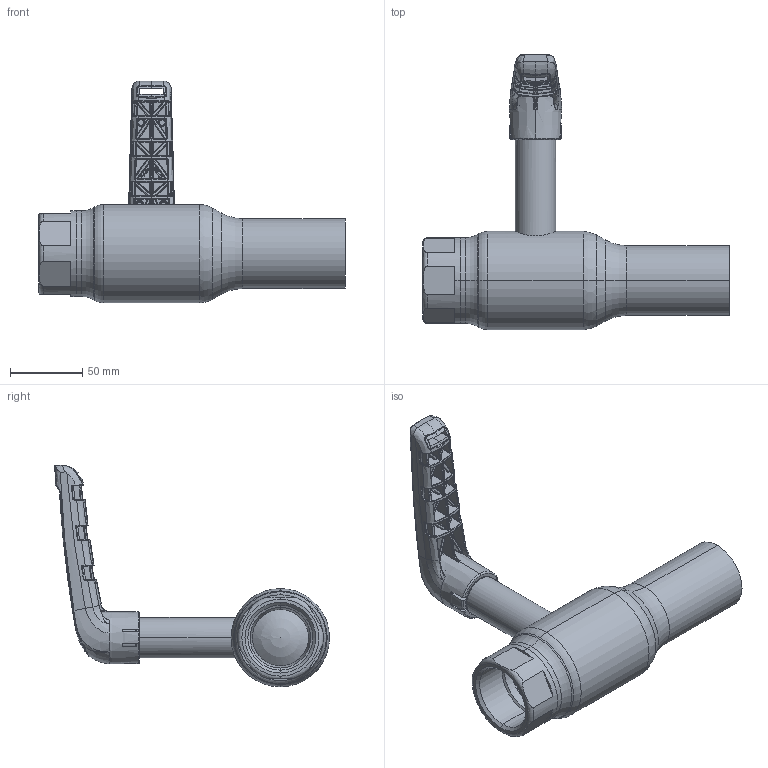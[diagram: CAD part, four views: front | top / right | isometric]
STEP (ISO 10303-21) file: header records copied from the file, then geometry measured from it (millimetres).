
FILE_DESCRIPTION (( 'STEP AP214' ), '1' );
FILE_NAME ('1040003601-2101.STEP', '2019-10-31T08:32:44', ( '' ), ( '' ), 'SwSTEP 2.0', 'SolidWorks 2017', '' );
FILE_SCHEMA (( 'AUTOMOTIVE_DESIGN' ));
Length unit declared in the file: millimetre
Products named in the file (20): 9040013601_005 Endfinishing; 9040090000_Uden snap; 9040520001; 9050180001; 9040000101_Inserted; 1040003601_001 Finished; 9050191001; 9050170000; 9040003609_006 Finished; 9040520000_9040520000-Red; 1040003601-2101; 9040410000; 9040020000-1; 92A5066_98A1002; 9040140000; 9040500001_9040500001-Black; 9040130000_20) Pipe assembly; 9050050001_Uden snap; 9040000107_Closed; 1040003601-2_001 Finished
Assembly tree (22 placements, depth 6):
  1040003601-2101
    1040003601-2_001 Finished
      1040003601_001 Finished
        9040003609_006 Finished
          9040013601_005 Endfinishing
          9040000107_Closed
            9040090000_Uden snap
            9050170000
            9050191001
            9050180001  x2
            92A5066_98A1002  x2
            9050050001_Uden snap
          9040020000-1
          9040000101_Inserted  x2
            9040130000_20) Pipe assembly
            9040140000
        9040410000
    9040500001_9040500001-Black
    9040520001
      9040520000_9040520000-Red
Bounding box: 212 x 190.31 x 153.35 mm (x, y, z)
Volume: 296612.8 mm3; surface area: 192555.5 mm2
Topology: 18 solids, 18 shells, 2191 faces, 5291 edges, 3090 vertices
Faces by surface type: bspline 1251, plane 344, cylinder 242, cone 128, sphere 121, torus 105
Entity records: 102467 total; most frequent: CARTESIAN_POINT 61853, ORIENTED_EDGE 10056, DIRECTION 5481, EDGE_CURVE 5028, VERTEX_POINT 2950, B_SPLINE_CURVE_WITH_KNOTS 2700, AXIS2_PLACEMENT_3D 2303, EDGE_LOOP 2174
